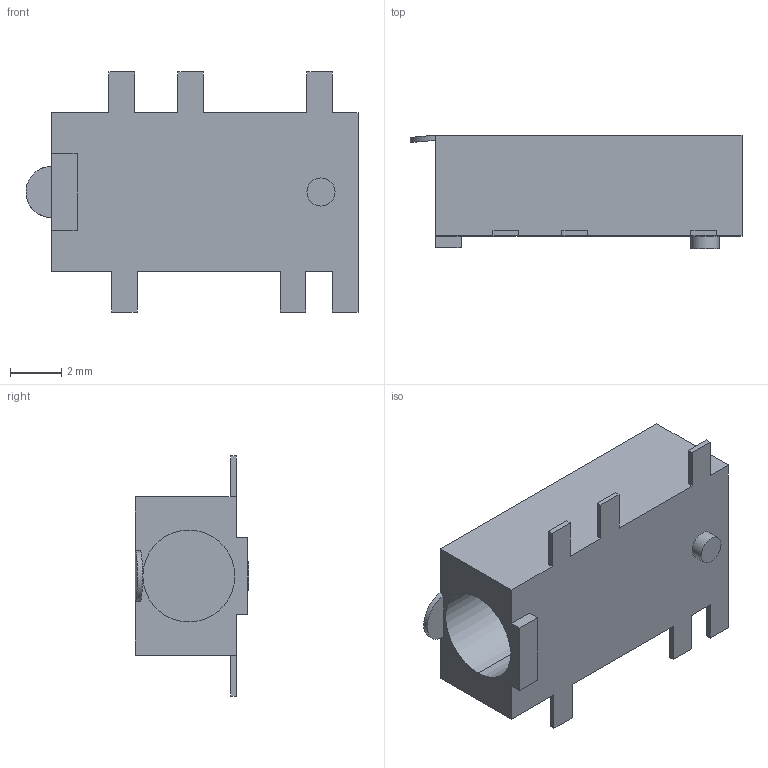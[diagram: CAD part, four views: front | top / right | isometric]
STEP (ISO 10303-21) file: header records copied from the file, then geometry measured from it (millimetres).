
FILE_DESCRIPTION((''),'2;1');
FILE_NAME('MSBR-16_1_HC','2012-09-18T',('Administrator'),(''),'PRO/ENGINEER BY PARAMETRIC TECHNOLOGY CORPORATION, 2008230','PRO/ENGINEER BY PARAMETRIC TECHNOLOGY CORPORATION, 2008230','');
FILE_SCHEMA(('AUTOMOTIVE_DESIGN_CC2 { 1 2 10303 214 -1 1 5 2 }'));
Length unit declared in the file: millimetre
Products named in the file (1): MSBR-16_1_HC
Bounding box: 13 x 4.45 x 9.4 mm (x, y, z)
Volume: 196.2 mm3; surface area: 437.4 mm2
Topology: 1 solids, 1 shells, 42 faces, 540 edges, 504 vertices
Faces by surface type: plane 37, cylinder 5
Entity records: 5224 total; most frequent: CARTESIAN_POINT 685, DIRECTION 631, VECTOR 529, LINE 529, CURVE_STYLE 428, PRESENTATION_STYLE_ASSIGNMENT 428, STYLED_ITEM 428, TRIMMED_CURVE 427
